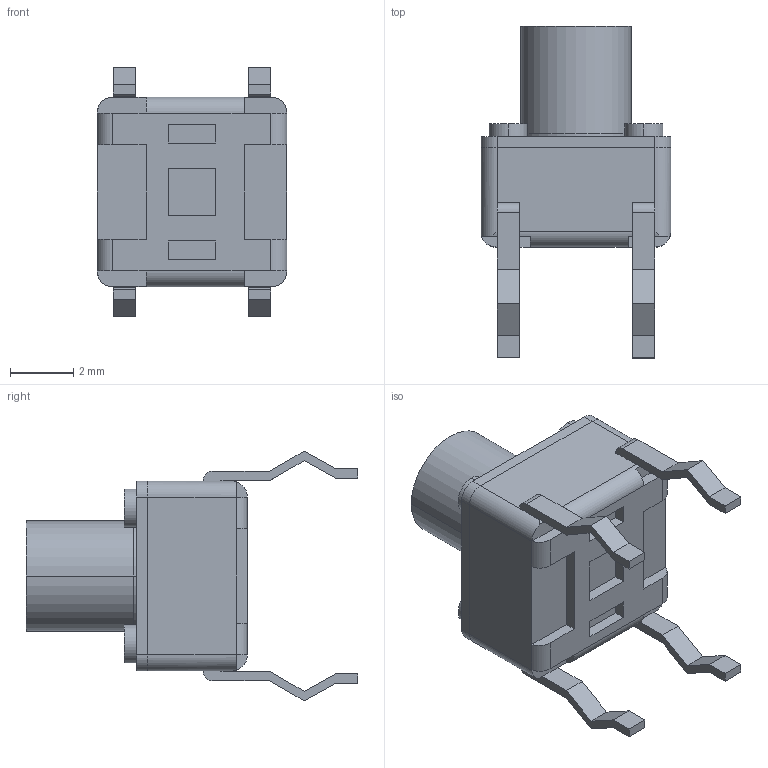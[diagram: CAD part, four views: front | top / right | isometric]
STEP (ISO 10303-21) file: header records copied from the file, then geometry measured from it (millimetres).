
FILE_DESCRIPTION (( 'STEP AP214' ), '1' );
FILE_NAME ('User Library-KLS7-TS6601-7.STEP', '2022-05-09T04:42:47', ( '' ), ( '' ), 'SwSTEP 2.0', 'SolidWorks 2021', '' );
FILE_SCHEMA (( 'AUTOMOTIVE_DESIGN' ));
Length unit declared in the file: millimetre
Products named in the file (7): _X2_041A043E0440043F04430441_X0_2; _X2_041404380441043A_X0_; _X2_041A043E043D04420430043A0442_X0_2-2; _X2_043A043D043E043F043A0430_X0_2; User Library-KLS7-TS6601-7; _X2_041E0441043D043E04320430_X0_2; _X2_041A043E043D04420430043A0442_X0_1-2
Assembly tree (6 placements, depth 2):
  User Library-KLS7-TS6601-7
    _X2_041E0441043D043E04320430_X0_2
    _X2_041A043E0440043F04430441_X0_2
    _X2_041A043E043D04420430043A0442_X0_1-2
    _X2_041A043E043D04420430043A0442_X0_2-2
    _X2_041404380441043A_X0_
    _X2_043A043D043E043F043A0430_X0_2
Bounding box: 6 x 10.5 x 7.9 mm (x, y, z)
Volume: 140.6 mm3; surface area: 441.1 mm2
Topology: 6 solids, 6 shells, 191 faces, 509 edges, 332 vertices
Faces by surface type: plane 135, cylinder 52, cone 4
Entity records: 8324 total; most frequent: CARTESIAN_POINT 1059, ORIENTED_EDGE 1018, DIRECTION 1017, EDGE_CURVE 509, LINE 389, VECTOR 389, VERTEX_POINT 332, AXIS2_PLACEMENT_3D 314
